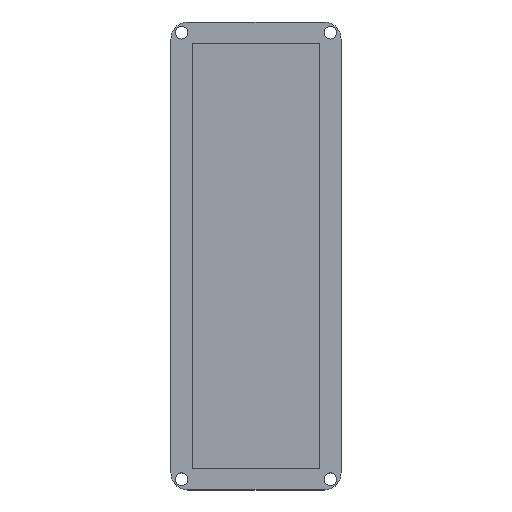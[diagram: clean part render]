
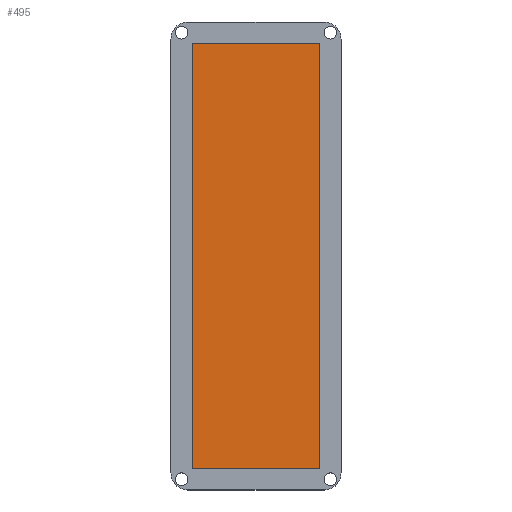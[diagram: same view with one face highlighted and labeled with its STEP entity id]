
A CAD part, top view. The second image highlights one B-rep face of the part: STEP entity #495.
In plain terms, the highlighted planar face has unit normal (0, 0, 1).
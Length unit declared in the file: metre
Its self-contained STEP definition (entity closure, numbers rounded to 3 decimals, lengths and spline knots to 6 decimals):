
#25=LINE('',#721,#69);
#29=LINE('',#729,#73);
#30=LINE('',#734,#74);
#34=LINE('',#742,#78);
#41=LINE('',#761,#85);
#46=LINE('',#773,#90);
#50=LINE('',#801,#94);
#52=LINE('',#804,#96);
#60=LINE('',#836,#104);
#61=LINE('',#837,#105);
#62=LINE('',#838,#106);
#63=LINE('',#839,#107);
#69=VECTOR('',#577,1.);
#73=VECTOR('',#581,1.);
#74=VECTOR('',#586,1.);
#78=VECTOR('',#590,1.);
#85=VECTOR('',#603,1.);
#90=VECTOR('',#612,1.);
#94=VECTOR('',#640,1.);
#96=VECTOR('',#644,1.);
#104=VECTOR('',#684,1.);
#105=VECTOR('',#685,1.);
#106=VECTOR('',#686,1.);
#107=VECTOR('',#687,1.);
#196=ORIENTED_EDGE('',*,*,#251,.F.);
#197=ORIENTED_EDGE('',*,*,#308,.T.);
#198=ORIENTED_EDGE('',*,*,#270,.F.);
#199=ORIENTED_EDGE('',*,*,#309,.T.);
#200=ORIENTED_EDGE('',*,*,#255,.F.);
#201=ORIENTED_EDGE('',*,*,#290,.T.);
#202=ORIENTED_EDGE('',*,*,#257,.T.);
#203=ORIENTED_EDGE('',*,*,#310,.T.);
#204=ORIENTED_EDGE('',*,*,#276,.T.);
#205=ORIENTED_EDGE('',*,*,#311,.T.);
#206=ORIENTED_EDGE('',*,*,#261,.T.);
#207=ORIENTED_EDGE('',*,*,#292,.F.);
#251=EDGE_CURVE('',#319,#320,#25,.T.);
#255=EDGE_CURVE('',#323,#316,#29,.T.);
#257=EDGE_CURVE('',#326,#325,#30,.T.);
#261=EDGE_CURVE('',#330,#329,#34,.T.);
#270=EDGE_CURVE('',#338,#339,#41,.T.);
#276=EDGE_CURVE('',#344,#345,#46,.T.);
#290=EDGE_CURVE('',#323,#326,#50,.T.);
#292=EDGE_CURVE('',#320,#329,#52,.T.);
#308=EDGE_CURVE('',#319,#339,#60,.T.);
#309=EDGE_CURVE('',#338,#316,#61,.F.);
#310=EDGE_CURVE('',#325,#344,#62,.F.);
#311=EDGE_CURVE('',#345,#330,#63,.T.);
#316=VERTEX_POINT('',#715);
#319=VERTEX_POINT('',#720);
#320=VERTEX_POINT('',#722);
#323=VERTEX_POINT('',#728);
#325=VERTEX_POINT('',#733);
#326=VERTEX_POINT('',#735);
#329=VERTEX_POINT('',#741);
#330=VERTEX_POINT('',#743);
#338=VERTEX_POINT('',#760);
#339=VERTEX_POINT('',#762);
#344=VERTEX_POINT('',#774);
#345=VERTEX_POINT('',#775);
#417=EDGE_LOOP('',(#196,#197,#198,#199,#200,#201,#202,#203,#204,#205,#206,
#207));
#457=FACE_BOUND('',#417,.T.);
#478=PLANE('',#557);
#495=ADVANCED_FACE('',(#457),#478,.T.);
#557=AXIS2_PLACEMENT_3D('',#835,#682,#683);
#577=DIRECTION('',(0.,-1.,0.));
#581=DIRECTION('',(0.,-1.,0.));
#586=DIRECTION('',(0.,-1.,0.));
#590=DIRECTION('',(0.,-1.,0.));
#603=DIRECTION('',(0.,-1.,0.));
#612=DIRECTION('',(0.,-1.,0.));
#640=DIRECTION('',(-1.,0.,0.));
#644=DIRECTION('',(-1.,0.,0.));
#682=DIRECTION('',(0.,0.,1.));
#683=DIRECTION('',(1.,0.,0.));
#684=DIRECTION('',(1.,0.,0.));
#685=DIRECTION('',(1.,0.,0.));
#686=DIRECTION('',(1.,0.,0.));
#687=DIRECTION('',(1.,0.,0.));
#715=CARTESIAN_POINT('',(0.015,0.010284,0.002));
#720=CARTESIAN_POINT('',(0.015,-0.010284,0.002));
#721=CARTESIAN_POINT('',(0.015,0.,0.002));
#722=CARTESIAN_POINT('',(0.015,-0.04998,0.002));
#728=CARTESIAN_POINT('',(0.015,0.04998,0.002));
#729=CARTESIAN_POINT('',(0.015,0.,0.002));
#733=CARTESIAN_POINT('',(-0.015,0.010284,0.002));
#734=CARTESIAN_POINT('',(-0.015,0.,0.002));
#735=CARTESIAN_POINT('',(-0.015,0.04998,0.002));
#741=CARTESIAN_POINT('',(-0.015,-0.04998,0.002));
#742=CARTESIAN_POINT('',(-0.015,0.,0.002));
#743=CARTESIAN_POINT('',(-0.015,-0.010284,0.002));
#760=CARTESIAN_POINT('',(0.02,0.010284,0.002));
#761=CARTESIAN_POINT('',(0.02,0.,0.002));
#762=CARTESIAN_POINT('',(0.02,-0.010284,0.002));
#773=CARTESIAN_POINT('',(-0.02,0.,0.002));
#774=CARTESIAN_POINT('',(-0.02,0.010284,0.002));
#775=CARTESIAN_POINT('',(-0.02,-0.010284,0.002));
#801=CARTESIAN_POINT('',(0.,0.04998,0.002));
#804=CARTESIAN_POINT('',(0.,-0.04998,0.002));
#835=CARTESIAN_POINT('',(0.,0.,0.002));
#836=CARTESIAN_POINT('',(0.,-0.010284,0.002));
#837=CARTESIAN_POINT('',(0.015,0.010284,0.002));
#838=CARTESIAN_POINT('',(-0.02,0.010284,0.002));
#839=CARTESIAN_POINT('',(0.,-0.010284,0.002));
